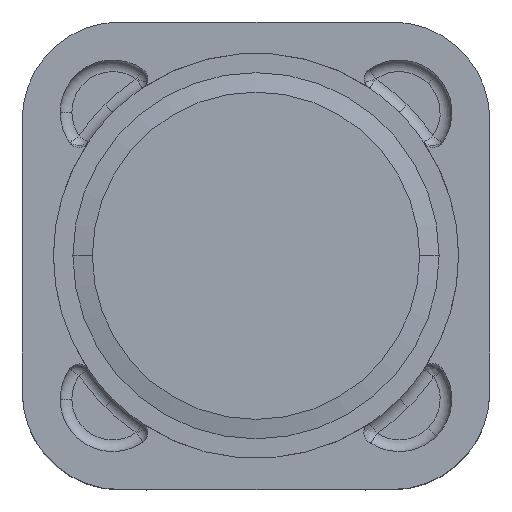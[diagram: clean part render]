
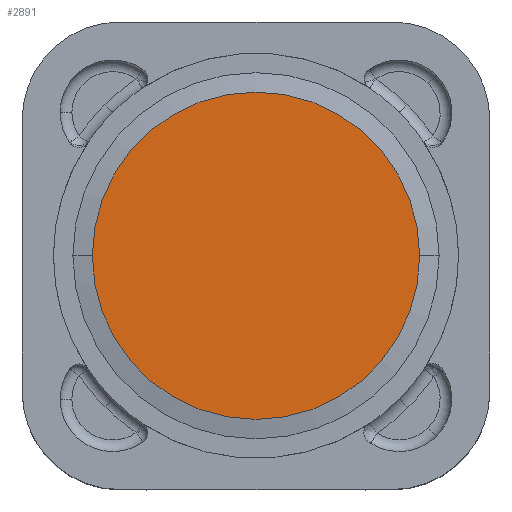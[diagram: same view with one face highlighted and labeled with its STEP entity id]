
A CAD part, top view. The second image highlights one B-rep face of the part: STEP entity #2891.
In plain terms, the highlighted planar face has unit normal (0, 0, 1).
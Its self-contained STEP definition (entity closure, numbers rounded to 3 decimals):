
#53 = AXIS2_PLACEMENT_3D ( 'NONE', #3266, #2808, #1591 ) ;
#114 = PLANE ( 'NONE',  #2034 ) ;
#577 = FACE_OUTER_BOUND ( 'NONE', #1487, .T. ) ;
#580 = ORIENTED_EDGE ( 'NONE', *, *, #1285, .T. ) ;
#820 = CIRCLE ( 'NONE', #1690, 4.2 ) ;
#939 = CARTESIAN_POINT ( 'NONE',  ( 0., 0., 7.46 ) ) ;
#1285 = EDGE_CURVE ( 'NONE', #2224, #3785, #3455, .T. ) ;
#1487 = EDGE_LOOP ( 'NONE', ( #3323, #580 ) ) ;
#1591 = DIRECTION ( 'NONE',  ( -1., 0., 0. ) ) ;
#1690 = AXIS2_PLACEMENT_3D ( 'NONE', #939, #3823, #5042 ) ;
#2034 = AXIS2_PLACEMENT_3D ( 'NONE', #2796, #3145, #5261 ) ;
#2224 = VERTEX_POINT ( 'NONE', #4140 ) ;
#2796 = CARTESIAN_POINT ( 'NONE',  ( 0., 0., 7.46 ) ) ;
#2808 = DIRECTION ( 'NONE',  ( 0., 0., 1. ) ) ;
#2891 = ADVANCED_FACE ( 'NONE', ( #577 ), #114, .T. ) ;
#3145 = DIRECTION ( 'NONE',  ( 0., 0., 1. ) ) ;
#3263 = EDGE_CURVE ( 'NONE', #3785, #2224, #820, .T. ) ;
#3266 = CARTESIAN_POINT ( 'NONE',  ( 0., 0., 7.46 ) ) ;
#3323 = ORIENTED_EDGE ( 'NONE', *, *, #3263, .T. ) ;
#3455 = CIRCLE ( 'NONE', #53, 4.2 ) ;
#3785 = VERTEX_POINT ( 'NONE', #4685 ) ;
#3823 = DIRECTION ( 'NONE',  ( 0., 0., 1. ) ) ;
#4140 = CARTESIAN_POINT ( 'NONE',  ( 4.2, 0., 7.46 ) ) ;
#4685 = CARTESIAN_POINT ( 'NONE',  ( -4.2, 0., 7.46 ) ) ;
#5042 = DIRECTION ( 'NONE',  ( -1., 0., 0. ) ) ;
#5261 = DIRECTION ( 'NONE',  ( 1., 0., 0. ) ) ;
